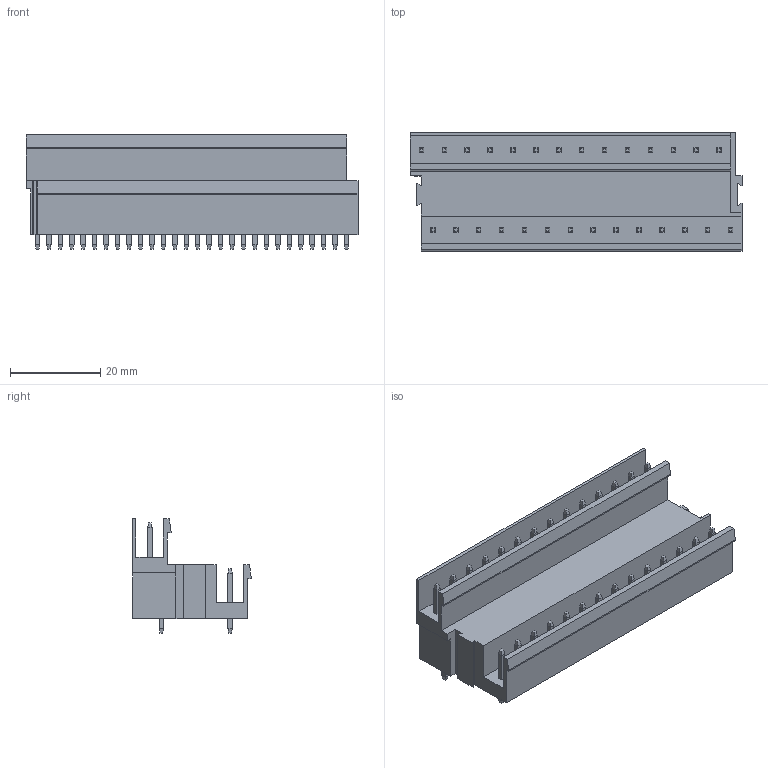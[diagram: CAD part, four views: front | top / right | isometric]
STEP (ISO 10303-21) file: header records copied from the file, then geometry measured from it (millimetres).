
FILE_DESCRIPTION(('CATIA V5 STEP Exchange','CAx-IF Rec.Pracs.--- Model Styling and Organization---1.2---2011-12-15'),'2;1');
FILE_NAME ('D1454964_0_1725770000_1725770000.stp','2018-11-10T04:50:58+00:00',('none'),('Weidmueller'),'CATIA Version 5-6 Release 2014','CATIA V5 STEP AP214','none');
FILE_SCHEMA(('AUTOMOTIVE_DESIGN { 1 0 10303 214 1 1 1 1 }'));
Length unit declared in the file: millimetre
Products named in the file (1): 1725770000
Bounding box: 73.66 x 26.28 x 25.36 mm (x, y, z)
Volume: 20460.3 mm3; surface area: 13207.4 mm2
Topology: 29 solids, 29 shells, 775 faces, 1927 edges, 1210 vertices
Faces by surface type: plane 663, cylinder 112
Entity records: 19952 total; most frequent: ORIENTED_EDGE 3854, CARTESIAN_POINT 3659, DIRECTION 2297, EDGE_CURVE 1927, VECTOR 1479, LINE 1479, VERTEX_POINT 1210, EDGE_LOOP 831
